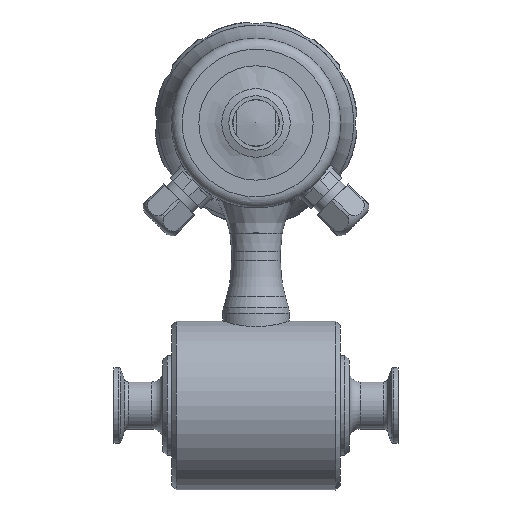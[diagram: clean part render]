
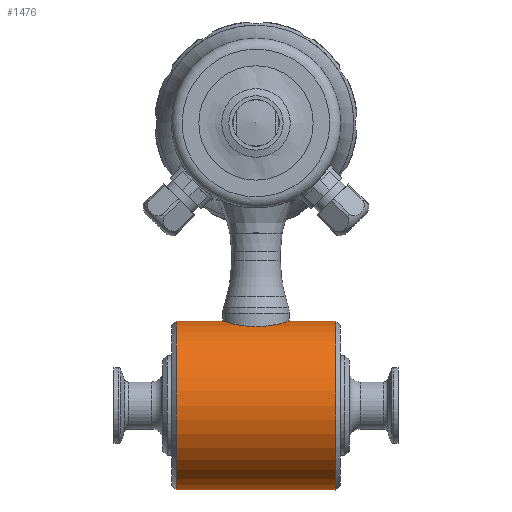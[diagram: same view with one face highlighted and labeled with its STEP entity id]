
A CAD part, left-side view. The second image highlights one B-rep face of the part: STEP entity #1476.
In plain terms, the highlighted cylindrical face has radius 38.05 mm (diameter 76.1 mm), a full revolution.
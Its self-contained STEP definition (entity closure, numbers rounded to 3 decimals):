
#1476 = ADVANCED_FACE( 'NONE', ( #3120, #3121, #3122, #3123 ), #3124, .T. );
#3120 = FACE_BOUND( '', #5694, .T. );
#3121 = FACE_BOUND( '', #5695, .T. );
#3122 = FACE_OUTER_BOUND( '', #5696, .T. );
#3123 = FACE_OUTER_BOUND( '', #5697, .T. );
#3124 = CYLINDRICAL_SURFACE( '', #5698, 38.05 );
#5694 = EDGE_LOOP( '', ( #10101, #10102, #10103, #10104, #10105, #10106 ) );
#5695 = EDGE_LOOP( '', ( #10107, #10108 ) );
#5696 = EDGE_LOOP( '', ( #10109 ) );
#5697 = EDGE_LOOP( '', ( #10110 ) );
#5698 = AXIS2_PLACEMENT_3D( '', #10111, #10112, #10113 );
#10101 = ORIENTED_EDGE( '', *, *, #10933, .F. );
#10102 = ORIENTED_EDGE( '', *, *, #10870, .F. );
#10103 = ORIENTED_EDGE( '', *, *, #11019, .F. );
#10104 = ORIENTED_EDGE( '', *, *, #10991, .F. );
#10105 = ORIENTED_EDGE( '', *, *, #10854, .F. );
#10106 = ORIENTED_EDGE( '', *, *, #11020, .F. );
#10107 = ORIENTED_EDGE( '', *, *, #12167, .F. );
#10108 = ORIENTED_EDGE( '', *, *, #12166, .T. );
#10109 = ORIENTED_EDGE( '', *, *, #12252, .T. );
#10110 = ORIENTED_EDGE( '', *, *, #12416, .T. );
#10111 = CARTESIAN_POINT( '', ( 0., 36., 0. ) );
#10112 = DIRECTION( '', ( 0., 1., 0. ) );
#10113 = DIRECTION( '', ( 0., 0., 1. ) );
#10854 = EDGE_CURVE( '', #12763, #12765, #12766, .T. );
#10870 = EDGE_CURVE( '', #12792, #12794, #12795, .T. );
#10933 = EDGE_CURVE( '', #12794, #12903, #12904, .F. );
#10991 = EDGE_CURVE( '', #12765, #13002, #13003, .F. );
#11019 = EDGE_CURVE( '', #13002, #12792, #13049, .T. );
#11020 = EDGE_CURVE( '', #12903, #12763, #13050, .T. );
#12166 = EDGE_CURVE( '', #14776, #14777, #14778, .T. );
#12167 = EDGE_CURVE( '', #14776, #14777, #14779, .F. );
#12252 = EDGE_CURVE( 'NONE', #14884, #14884, #14885, .T. );
#12416 = EDGE_CURVE( 'NONE', #15074, #15074, #15075, .T. );
#12763 = VERTEX_POINT( '', #16008 );
#12765 = VERTEX_POINT( '', #16019 );
#12766 = LINE( '', #16020, #16021 );
#12792 = VERTEX_POINT( '', #16120 );
#12794 = VERTEX_POINT( '', #16133 );
#12795 = LINE( '', #16134, #16135 );
#12903 = VERTEX_POINT( '', #16364 );
#12904 = LINE( '', #16365, #16366 );
#13002 = VERTEX_POINT( '', #16536 );
#13003 = LINE( '', #16537, #16538 );
#13049 = B_SPLINE_CURVE_WITH_KNOTS( '', 3, ( #16667, #16668, #16669, #16670, #16671, #16672, #16673, #16674, #16675, #16676, #16677, #16678 ), .UNSPECIFIED., .F., .F., ( 4, 1, 1, 1, 1, 1, 1, 1, 1, 4 ), ( 0., 0.1, 0.2, 0.3, 0.4, 0.499, 0.5, 0.666, 0.833, 1. ), .UNSPECIFIED. );
#13050 = B_SPLINE_CURVE_WITH_KNOTS( '', 3, ( #16679, #16680, #16681, #16682, #16683, #16684, #16685, #16686, #16687, #16688, #16689, #16690, #16691 ), .UNSPECIFIED., .F., .F., ( 4, 1, 1, 1, 1, 1, 1, 1, 1, 1, 4 ), ( 0., 0.1, 0.2, 0.3, 0.4, 0.5, 0.6, 0.7, 0.8, 0.9, 1. ), .UNSPECIFIED. );
#14776 = VERTEX_POINT( '', #21344 );
#14777 = VERTEX_POINT( '', #21345 );
#14778 = B_SPLINE_CURVE_WITH_KNOTS( '', 3, ( #21346, #21347, #21348, #21349 ), .UNSPECIFIED., .F., .F., ( 4, 4 ), ( 0.375, 0.48 ), .UNSPECIFIED. );
#14779 = B_SPLINE_CURVE_WITH_KNOTS( '', 3, ( #21350, #21351, #21352, #21353, #21354, #21355, #21356, #21357, #21358, #21359, #21360, #21361, #21362, #21363, #21364, #21365 ), .UNSPECIFIED., .F., .F., ( 4, 3, 3, 3, 3, 4 ), ( 0., 0., 0., 0., 0., 0. ), .UNSPECIFIED. );
#14884 = VERTEX_POINT( '', #21612 );
#14885 = CIRCLE( '', #21613, 38.05 );
#15074 = VERTEX_POINT( '', #21969 );
#15075 = CIRCLE( '', #21970, 38.05 );
#16008 = CARTESIAN_POINT( '', ( -1.786, 14.893, 38.008 ) );
#16019 = CARTESIAN_POINT( '', ( -1.786, 9.331, 38.008 ) );
#16020 = CARTESIAN_POINT( '', ( -1.786, 0.036, 38.008 ) );
#16021 = VECTOR( '', #22215, 1000. );
#16120 = CARTESIAN_POINT( '', ( 1.786, -14.893, 38.008 ) );
#16133 = CARTESIAN_POINT( '', ( 1.786, 9.331, 38.008 ) );
#16134 = CARTESIAN_POINT( '', ( 1.786, -15., 38.008 ) );
#16135 = VECTOR( '', #22229, 1000. );
#16364 = CARTESIAN_POINT( '', ( 1.786, 14.893, 38.008 ) );
#16365 = CARTESIAN_POINT( '', ( 1.786, 0.036, 38.008 ) );
#16366 = VECTOR( '', #22309, 1000. );
#16536 = CARTESIAN_POINT( '', ( -1.786, -14.893, 38.008 ) );
#16537 = CARTESIAN_POINT( '', ( -1.786, -15., 38.008 ) );
#16538 = VECTOR( '', #22374, 1000. );
#16667 = CARTESIAN_POINT( '', ( -1.786, -14.893, 38.008 ) );
#16668 = CARTESIAN_POINT( '', ( -1.667, -14.907, 38.013 ) );
#16669 = CARTESIAN_POINT( '', ( -1.43, -14.934, 38.024 ) );
#16670 = CARTESIAN_POINT( '', ( -1.073, -14.963, 38.035 ) );
#16671 = CARTESIAN_POINT( '', ( -0.716, -14.984, 38.044 ) );
#16672 = CARTESIAN_POINT( '', ( -0.359, -14.997, 38.049 ) );
#16673 = CARTESIAN_POINT( '', ( -0.12, -15., 38.05 ) );
#16674 = CARTESIAN_POINT( '', ( 0.198, -15., 38.05 ) );
#16675 = CARTESIAN_POINT( '', ( 0.596, -14.992, 38.047 ) );
#16676 = CARTESIAN_POINT( '', ( 1.192, -14.958, 38.033 ) );
#16677 = CARTESIAN_POINT( '', ( 1.588, -14.915, 38.016 ) );
#16678 = CARTESIAN_POINT( '', ( 1.786, -14.893, 38.008 ) );
#16679 = CARTESIAN_POINT( '', ( 1.786, 14.893, 38.008 ) );
#16680 = CARTESIAN_POINT( '', ( 1.667, 14.907, 38.013 ) );
#16681 = CARTESIAN_POINT( '', ( 1.43, 14.933, 38.024 ) );
#16682 = CARTESIAN_POINT( '', ( 1.073, 14.963, 38.035 ) );
#16683 = CARTESIAN_POINT( '', ( 0.716, 14.984, 38.044 ) );
#16684 = CARTESIAN_POINT( '', ( 0.358, 14.997, 38.049 ) );
#16685 = CARTESIAN_POINT( '', ( 0., 15.001, 38.05 ) );
#16686 = CARTESIAN_POINT( '', ( -0.358, 14.997, 38.049 ) );
#16687 = CARTESIAN_POINT( '', ( -0.716, 14.984, 38.044 ) );
#16688 = CARTESIAN_POINT( '', ( -1.073, 14.963, 38.035 ) );
#16689 = CARTESIAN_POINT( '', ( -1.43, 14.933, 38.024 ) );
#16690 = CARTESIAN_POINT( '', ( -1.667, 14.907, 38.013 ) );
#16691 = CARTESIAN_POINT( '', ( -1.786, 14.893, 38.008 ) );
#21344 = CARTESIAN_POINT( '', ( 12.316, -34.191, 36.002 ) );
#21345 = CARTESIAN_POINT( '', ( 12.007, -34.577, 36.106 ) );
#21346 = CARTESIAN_POINT( '', ( 12.316, -34.191, 36.002 ) );
#21347 = CARTESIAN_POINT( '', ( 12.223, -34.328, 36.033 ) );
#21348 = CARTESIAN_POINT( '', ( 12.12, -34.458, 36.068 ) );
#21349 = CARTESIAN_POINT( '', ( 12.007, -34.577, 36.106 ) );
#21350 = CARTESIAN_POINT( '', ( 12.007, -34.577, 36.106 ) );
#21351 = CARTESIAN_POINT( '', ( 12.046, -34.533, 36.093 ) );
#21352 = CARTESIAN_POINT( '', ( 12.086, -34.491, 36.079 ) );
#21353 = CARTESIAN_POINT( '', ( 12.124, -34.446, 36.067 ) );
#21354 = CARTESIAN_POINT( '', ( 12.13, -34.438, 36.065 ) );
#21355 = CARTESIAN_POINT( '', ( 12.136, -34.431, 36.063 ) );
#21356 = CARTESIAN_POINT( '', ( 12.142, -34.423, 36.061 ) );
#21357 = CARTESIAN_POINT( '', ( 12.167, -34.393, 36.052 ) );
#21358 = CARTESIAN_POINT( '', ( 12.191, -34.362, 36.044 ) );
#21359 = CARTESIAN_POINT( '', ( 12.215, -34.331, 36.036 ) );
#21360 = CARTESIAN_POINT( '', ( 12.239, -34.299, 36.028 ) );
#21361 = CARTESIAN_POINT( '', ( 12.262, -34.268, 36.02 ) );
#21362 = CARTESIAN_POINT( '', ( 12.285, -34.235, 36.012 ) );
#21363 = CARTESIAN_POINT( '', ( 12.295, -34.221, 36.009 ) );
#21364 = CARTESIAN_POINT( '', ( 12.306, -34.206, 36.005 ) );
#21365 = CARTESIAN_POINT( '', ( 12.316, -34.191, 36.002 ) );
#21612 = CARTESIAN_POINT( '', ( 0., 36., 38.05 ) );
#21613 = AXIS2_PLACEMENT_3D( '', #23701, #23702, #23703 );
#21969 = CARTESIAN_POINT( '', ( 0., -36., -38.05 ) );
#21970 = AXIS2_PLACEMENT_3D( '', #23858, #23859, #23860 );
#22215 = DIRECTION( '', ( 0., -1., 0. ) );
#22229 = DIRECTION( '', ( 0., 1., 0. ) );
#22309 = DIRECTION( '', ( 0., -1., 0. ) );
#22374 = DIRECTION( '', ( 0., 1., 0. ) );
#23701 = CARTESIAN_POINT( '', ( 0., 36., 0. ) );
#23702 = DIRECTION( '', ( 0., -1., 0. ) );
#23703 = DIRECTION( '', ( 0., 0., 1. ) );
#23858 = CARTESIAN_POINT( '', ( 0., -36., 0. ) );
#23859 = DIRECTION( '', ( 0., 1., 0. ) );
#23860 = DIRECTION( '', ( 0., 0., -1. ) );
